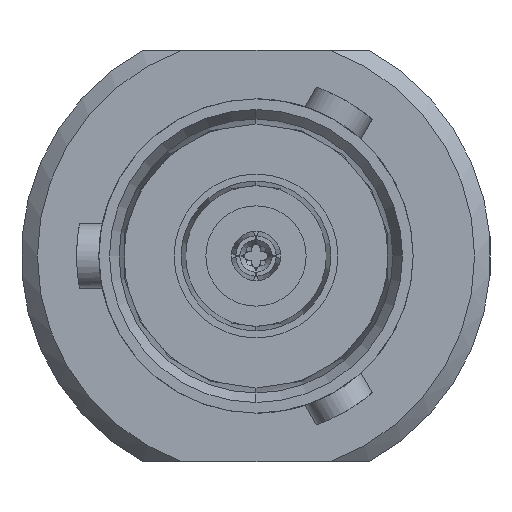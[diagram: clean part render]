
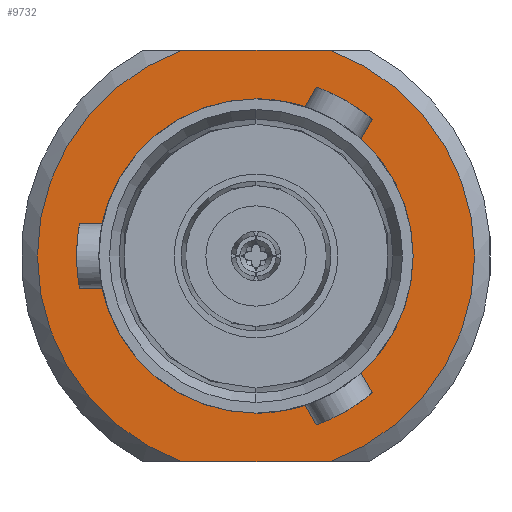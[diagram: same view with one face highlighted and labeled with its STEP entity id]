
A CAD part, left-side view. The second image highlights one B-rep face of the part: STEP entity #9732.
In plain terms, the highlighted face is planar.
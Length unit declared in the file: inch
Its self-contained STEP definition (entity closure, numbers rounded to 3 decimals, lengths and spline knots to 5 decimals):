
#69 = ORIENTED_EDGE ( 'NONE', *, *, #15057, .F. ) ;
#373 = VERTEX_POINT ( 'NONE', #5161 ) ;
#521 = VERTEX_POINT ( 'NONE', #13090 ) ;
#569 = CARTESIAN_POINT ( 'NONE',  ( -0.45276, 0., 0. ) ) ;
#1065 = ORIENTED_EDGE ( 'NONE', *, *, #12079, .T. ) ;
#1273 = CARTESIAN_POINT ( 'NONE',  ( -0.45276, 0.26575, -0.25 ) ) ;
#1661 = VECTOR ( 'NONE', #10618, 39.37008 ) ;
#1677 = CARTESIAN_POINT ( 'NONE',  ( -0.45276, 0.26575, 0.25 ) ) ;
#1936 = CARTESIAN_POINT ( 'NONE',  ( -0.45276, 0., -0.191 ) ) ;
#2216 = CIRCLE ( 'NONE', #8820, 0.191 ) ;
#3011 = LINE ( 'NONE', #1677, #1661 ) ;
#3208 = EDGE_LOOP ( 'NONE', ( #69, #11599 ) ) ;
#3515 = CARTESIAN_POINT ( 'NONE',  ( -0.45276, 0., 0.191 ) ) ;
#3579 = PLANE ( 'NONE',  #9276 ) ;
#3713 = CARTESIAN_POINT ( 'NONE',  ( -0.45276, 0., 0. ) ) ;
#4996 = EDGE_CURVE ( 'NONE', #8829, #521, #16009, .T. ) ;
#5161 = CARTESIAN_POINT ( 'NONE',  ( -0.45276, -0.09012, 0.25 ) ) ;
#6149 = DIRECTION ( 'NONE',  ( 0., 1., 0. ) ) ;
#6264 = ORIENTED_EDGE ( 'NONE', *, *, #4996, .T. ) ;
#7317 = LINE ( 'NONE', #1273, #8529 ) ;
#7386 = CARTESIAN_POINT ( 'NONE',  ( -0.45276, 0.09012, -0.25 ) ) ;
#7580 = ORIENTED_EDGE ( 'NONE', *, *, #15166, .T. ) ;
#7670 = VERTEX_POINT ( 'NONE', #15037 ) ;
#7966 = CARTESIAN_POINT ( 'NONE',  ( -0.45276, 0., 0. ) ) ;
#8034 = DIRECTION ( 'NONE',  ( 1., 0., 0. ) ) ;
#8194 = VERTEX_POINT ( 'NONE', #1936 ) ;
#8265 = EDGE_CURVE ( 'NONE', #8579, #8194, #2216, .T. ) ;
#8266 = AXIS2_PLACEMENT_3D ( 'NONE', #7966, #9128, #15343 ) ;
#8500 = DIRECTION ( 'NONE',  ( 0., 0., -1. ) ) ;
#8529 = VECTOR ( 'NONE', #6149, 39.37008 ) ;
#8579 = VERTEX_POINT ( 'NONE', #3515 ) ;
#8617 = CARTESIAN_POINT ( 'NONE',  ( -0.45276, 0.26575, 0. ) ) ;
#8820 = AXIS2_PLACEMENT_3D ( 'NONE', #15756, #14674, #11865 ) ;
#8829 = VERTEX_POINT ( 'NONE', #7386 ) ;
#9128 = DIRECTION ( 'NONE',  ( 1., 0., 0. ) ) ;
#9276 = AXIS2_PLACEMENT_3D ( 'NONE', #8617, #12419, #11182 ) ;
#9732 = ADVANCED_FACE ( 'NONE', ( #11099, #14904 ), #3579, .F. ) ;
#10528 = DIRECTION ( 'NONE',  ( 0., 0., -1. ) ) ;
#10618 = DIRECTION ( 'NONE',  ( 0., -1., 0. ) ) ;
#11017 = ORIENTED_EDGE ( 'NONE', *, *, #14755, .T. ) ;
#11099 = FACE_BOUND ( 'NONE', #3208, .T. ) ;
#11182 = DIRECTION ( 'NONE',  ( 0., 0., 1. ) ) ;
#11238 = DIRECTION ( 'NONE',  ( 1., 0., 0. ) ) ;
#11599 = ORIENTED_EDGE ( 'NONE', *, *, #8265, .F. ) ;
#11865 = DIRECTION ( 'NONE',  ( 0., 0., -1. ) ) ;
#12079 = EDGE_CURVE ( 'NONE', #373, #7670, #14099, .T. ) ;
#12419 = DIRECTION ( 'NONE',  ( -1., 0., 0. ) ) ;
#13090 = CARTESIAN_POINT ( 'NONE',  ( -0.45276, 0.09012, 0.25 ) ) ;
#14086 = CIRCLE ( 'NONE', #8266, 0.191 ) ;
#14099 = CIRCLE ( 'NONE', #16215, 0.26575 ) ;
#14674 = DIRECTION ( 'NONE',  ( 1., 0., 0. ) ) ;
#14755 = EDGE_CURVE ( 'NONE', #7670, #8829, #7317, .T. ) ;
#14904 = FACE_OUTER_BOUND ( 'NONE', #16222, .T. ) ;
#15037 = CARTESIAN_POINT ( 'NONE',  ( -0.45276, -0.09012, -0.25 ) ) ;
#15057 = EDGE_CURVE ( 'NONE', #8194, #8579, #14086, .T. ) ;
#15166 = EDGE_CURVE ( 'NONE', #521, #373, #3011, .T. ) ;
#15221 = AXIS2_PLACEMENT_3D ( 'NONE', #3713, #11238, #8500 ) ;
#15343 = DIRECTION ( 'NONE',  ( 0., 0., -1. ) ) ;
#15756 = CARTESIAN_POINT ( 'NONE',  ( -0.45276, 0., 0. ) ) ;
#16009 = CIRCLE ( 'NONE', #15221, 0.26575 ) ;
#16215 = AXIS2_PLACEMENT_3D ( 'NONE', #569, #8034, #10528 ) ;
#16222 = EDGE_LOOP ( 'NONE', ( #1065, #11017, #6264, #7580 ) ) ;
